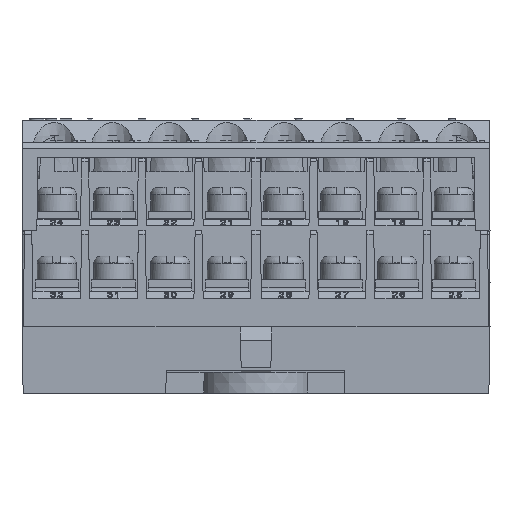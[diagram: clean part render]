
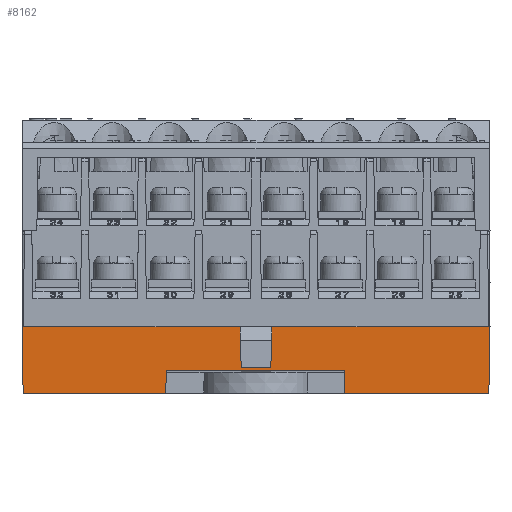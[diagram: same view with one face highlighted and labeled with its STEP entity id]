
A CAD part, front view. The second image highlights one B-rep face of the part: STEP entity #8162.
In plain terms, the highlighted planar face has unit normal (0, -1, -0.018).
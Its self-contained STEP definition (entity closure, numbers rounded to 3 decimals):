
#3856=FACE_OUTER_BOUND('',#19152,.T.);
#8162=ADVANCED_FACE('',(#3856),#12210,.F.);
#12210=PLANE('',#85361);
#19152=EDGE_LOOP('',(#35316,#35317,#35318,#35319,#35320,#35321,#35322,#35323,
#35324,#35325,#35326,#35327,#35328,#35329));
#35316=ORIENTED_EDGE('',*,*,#59604,.T.);
#35317=ORIENTED_EDGE('',*,*,#59605,.T.);
#35318=ORIENTED_EDGE('',*,*,#53125,.F.);
#35319=ORIENTED_EDGE('',*,*,#59606,.T.);
#35320=ORIENTED_EDGE('',*,*,#53116,.F.);
#35321=ORIENTED_EDGE('',*,*,#59607,.T.);
#35322=ORIENTED_EDGE('',*,*,#59608,.F.);
#35323=ORIENTED_EDGE('',*,*,#59609,.T.);
#35324=ORIENTED_EDGE('',*,*,#54891,.F.);
#35325=ORIENTED_EDGE('',*,*,#59610,.T.);
#35326=ORIENTED_EDGE('',*,*,#59611,.F.);
#35327=ORIENTED_EDGE('',*,*,#59612,.F.);
#35328=ORIENTED_EDGE('',*,*,#54889,.F.);
#35329=ORIENTED_EDGE('',*,*,#59613,.T.);
#45524=VERTEX_POINT('',#109001);
#45525=VERTEX_POINT('',#109003);
#45528=VERTEX_POINT('',#109011);
#45533=VERTEX_POINT('',#109020);
#46925=VERTEX_POINT('',#113087);
#46926=VERTEX_POINT('',#113088);
#46927=VERTEX_POINT('',#113090);
#46928=VERTEX_POINT('',#113092);
#49827=VERTEX_POINT('',#132040);
#49828=VERTEX_POINT('',#132041);
#49829=VERTEX_POINT('',#132045);
#49830=VERTEX_POINT('',#132047);
#49831=VERTEX_POINT('',#132050);
#49832=VERTEX_POINT('',#132052);
#53116=EDGE_CURVE('',#45524,#45525,#64502,.T.);
#53125=EDGE_CURVE('',#45533,#45528,#64511,.T.);
#54889=EDGE_CURVE('',#46925,#46926,#66157,.T.);
#54891=EDGE_CURVE('',#46927,#46928,#66159,.T.);
#59604=EDGE_CURVE('',#49827,#49828,#69696,.T.);
#59605=EDGE_CURVE('',#49828,#45528,#69697,.T.);
#59606=EDGE_CURVE('',#45533,#45525,#69698,.T.);
#59607=EDGE_CURVE('',#45524,#49829,#69699,.T.);
#59608=EDGE_CURVE('',#49830,#49829,#69700,.T.);
#59609=EDGE_CURVE('',#49830,#46928,#69701,.T.);
#59610=EDGE_CURVE('',#46927,#49831,#69702,.T.);
#59611=EDGE_CURVE('',#49832,#49831,#69703,.T.);
#59612=EDGE_CURVE('',#46926,#49832,#69704,.T.);
#59613=EDGE_CURVE('',#46925,#49827,#69705,.T.);
#64502=LINE('',#109002,#73344);
#64511=LINE('',#109021,#73353);
#66157=LINE('',#113086,#74999);
#66159=LINE('',#113091,#75001);
#69696=LINE('',#132039,#78711);
#69697=LINE('',#132042,#78712);
#69698=LINE('',#132043,#78713);
#69699=LINE('',#132044,#78714);
#69700=LINE('',#132046,#78715);
#69701=LINE('',#132048,#78716);
#69702=LINE('',#132049,#78717);
#69703=LINE('',#132051,#78718);
#69704=LINE('',#132053,#78719);
#69705=LINE('',#132054,#78720);
#73344=VECTOR('',#88122,1.);
#73353=VECTOR('',#88133,1.);
#74999=VECTOR('',#90793,1.);
#75001=VECTOR('',#90795,1.);
#78711=VECTOR('',#99419,1.);
#78712=VECTOR('',#99420,1.);
#78713=VECTOR('',#99421,1.);
#78714=VECTOR('',#99422,1.);
#78715=VECTOR('',#99423,1.);
#78716=VECTOR('',#99424,1.);
#78717=VECTOR('',#99425,1.);
#78718=VECTOR('',#99426,1.);
#78719=VECTOR('',#99427,1.);
#78720=VECTOR('',#99428,1.);
#85361=AXIS2_PLACEMENT_3D('',#132055,#99429,#99430);
#88122=DIRECTION('',(-0.017,-0.017,1.));
#88133=DIRECTION('',(-0.017,0.017,-1.));
#90793=DIRECTION('',(1.,0.,0.));
#90795=DIRECTION('',(1.,0.,0.));
#99419=DIRECTION('',(0.017,0.017,-1.));
#99420=DIRECTION('',(1.,0.,0.));
#99421=DIRECTION('',(1.,0.,0.));
#99422=DIRECTION('',(1.,0.,0.));
#99423=DIRECTION('',(-0.017,0.017,-1.));
#99424=DIRECTION('',(-1.,0.,0.));
#99425=DIRECTION('',(-0.036,0.017,-0.999));
#99426=DIRECTION('',(1.,0.,0.));
#99427=DIRECTION('',(0.036,0.017,-0.999));
#99428=DIRECTION('',(-1.,0.,0.));
#99429=DIRECTION('',(0.,1.,0.017));
#99430=DIRECTION('',(0.,0.017,-1.));
#109001=CARTESIAN_POINT('',(118.696,84.351,-19.975));
#109002=CARTESIAN_POINT('',(118.538,84.192,-10.881));
#109003=CARTESIAN_POINT('',(118.644,84.299,-16.972));
#109011=CARTESIAN_POINT('',(94.718,84.351,-19.975));
#109020=CARTESIAN_POINT('',(94.77,84.299,-16.972));
#109021=CARTESIAN_POINT('',(94.769,84.3,-17.043));
#113086=CARTESIAN_POINT('',(106.81,84.196,-11.086));
#113087=CARTESIAN_POINT('',(75.629,84.196,-11.086));
#113088=CARTESIAN_POINT('',(104.708,84.196,-11.086));
#113090=CARTESIAN_POINT('',(108.912,84.196,-11.086));
#113091=CARTESIAN_POINT('',(106.81,84.196,-11.086));
#113092=CARTESIAN_POINT('',(137.991,84.196,-11.086));
#132039=CARTESIAN_POINT('',(75.438,84.205,-11.633));
#132040=CARTESIAN_POINT('',(75.429,84.196,-11.086));
#132041=CARTESIAN_POINT('',(75.584,84.351,-19.975));
#132042=CARTESIAN_POINT('',(106.81,84.351,-19.975));
#132043=CARTESIAN_POINT('',(106.81,84.299,-16.972));
#132044=CARTESIAN_POINT('',(106.81,84.351,-19.975));
#132045=CARTESIAN_POINT('',(138.036,84.351,-19.975));
#132046=CARTESIAN_POINT('',(138.181,84.206,-11.673));
#132047=CARTESIAN_POINT('',(138.191,84.196,-11.086));
#132048=CARTESIAN_POINT('',(106.81,84.196,-11.086));
#132049=CARTESIAN_POINT('',(109.773,83.777,12.905));
#132050=CARTESIAN_POINT('',(108.716,84.291,-16.541));
#132051=CARTESIAN_POINT('',(106.81,84.291,-16.541));
#132052=CARTESIAN_POINT('',(104.904,84.291,-16.541));
#132053=CARTESIAN_POINT('',(104.779,84.23,-13.062));
#132054=CARTESIAN_POINT('',(106.81,84.196,-11.086));
#132055=CARTESIAN_POINT('',(106.81,84.196,-11.086));
